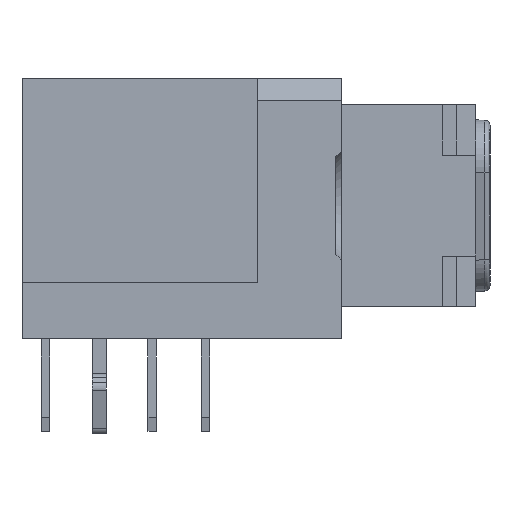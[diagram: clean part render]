
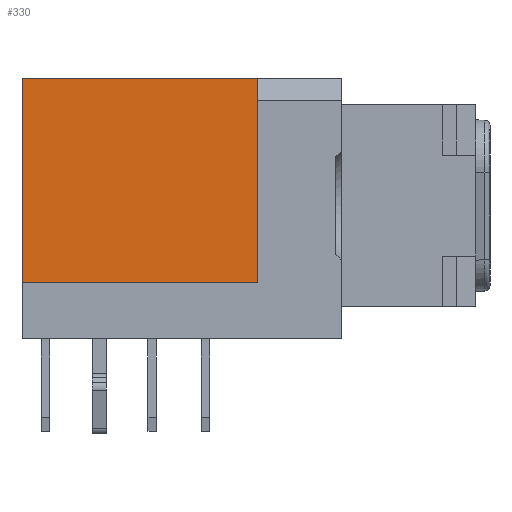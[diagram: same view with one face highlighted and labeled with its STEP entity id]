
A CAD part, left-side view. The second image highlights one B-rep face of the part: STEP entity #330.
In plain terms, the highlighted planar face has unit normal (-1, 0, 0).
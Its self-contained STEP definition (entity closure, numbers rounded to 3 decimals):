
#85=CARTESIAN_POINT('',(-15.755,0.1,4.55));
#86=VERTEX_POINT('',#85);
#93=CARTESIAN_POINT('',(-15.755,-8.3,4.55));
#94=VERTEX_POINT('',#93);
#95=CARTESIAN_POINT('',(-15.755,-8.3,4.55));
#96=DIRECTION('',(0.,1.,0.));
#97=VECTOR('',#96,8.4);
#98=LINE('',#95,#97);
#99=EDGE_CURVE('',#94,#86,#98,.T.);
#300=CARTESIAN_POINT('',(-15.755,-4.1,0.9));
#301=DIRECTION('',(0.,1.,0.));
#302=DIRECTION('',(-1.,0.,-0.));
#303=AXIS2_PLACEMENT_3D('',#300,#302,#301);
#304=PLANE('',#303);
#305=ORIENTED_EDGE('',*,*,#99,.T.);
#306=CARTESIAN_POINT('',(-15.755,0.1,-2.75));
#307=VERTEX_POINT('',#306);
#308=CARTESIAN_POINT('',(-15.755,0.1,4.55));
#309=DIRECTION('',(0.,0.,-1.));
#310=VECTOR('',#309,7.3);
#311=LINE('',#308,#310);
#312=EDGE_CURVE('',#86,#307,#311,.T.);
#313=ORIENTED_EDGE('',*,*,#312,.T.);
#314=CARTESIAN_POINT('',(-15.755,-8.3,-2.75));
#315=VERTEX_POINT('',#314);
#316=CARTESIAN_POINT('',(-15.755,-8.3,-2.75));
#317=DIRECTION('',(0.,1.,0.));
#318=VECTOR('',#317,8.4);
#319=LINE('',#316,#318);
#320=EDGE_CURVE('',#315,#307,#319,.T.);
#321=ORIENTED_EDGE('',*,*,#320,.F.);
#322=CARTESIAN_POINT('',(-15.755,-8.3,4.55));
#323=DIRECTION('',(0.,0.,-1.));
#324=VECTOR('',#323,7.3);
#325=LINE('',#322,#324);
#326=EDGE_CURVE('',#94,#315,#325,.T.);
#327=ORIENTED_EDGE('',*,*,#326,.F.);
#328=EDGE_LOOP('',(#305,#313,#321,#327));
#329=FACE_OUTER_BOUND('',#328,.T.);
#330=ADVANCED_FACE('',(#329),#304,.T.);
